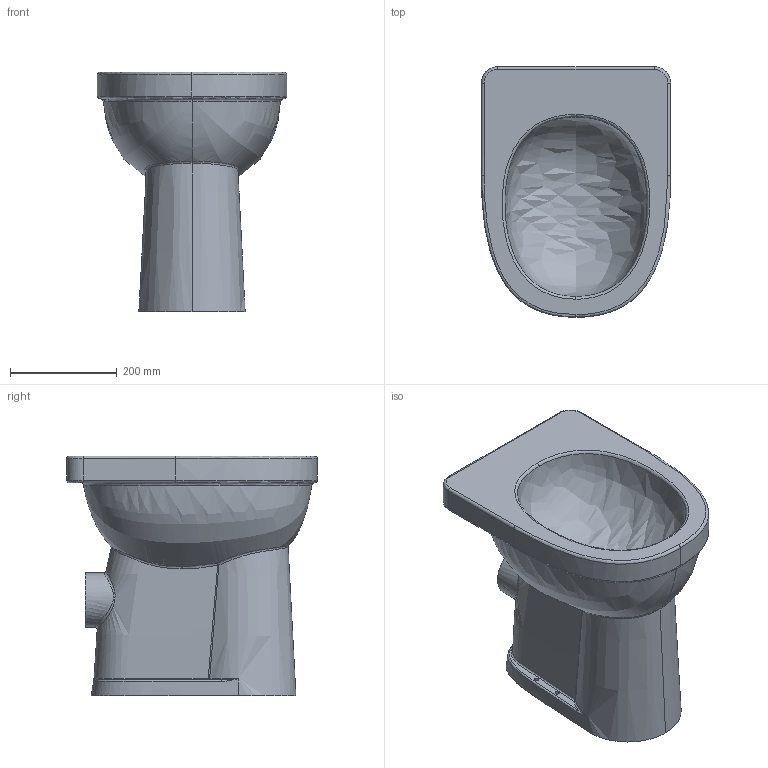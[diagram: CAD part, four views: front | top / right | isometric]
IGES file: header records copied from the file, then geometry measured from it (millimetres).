
Global section: file name: 218510000; native system: Autodesk Inventor 2018; preprocessor: unknown; author: JANAN; date: 20200616.082544; units: millimetre
Bounding box: 355.01 x 470 x 450 mm (x, y, z)
Volume: 27801678.8 mm3; surface area: 820867.8 mm2
Topology: 1 solids, 1 shells, 73 faces, 182 edges, 112 vertices
Faces by surface type: bspline 73
